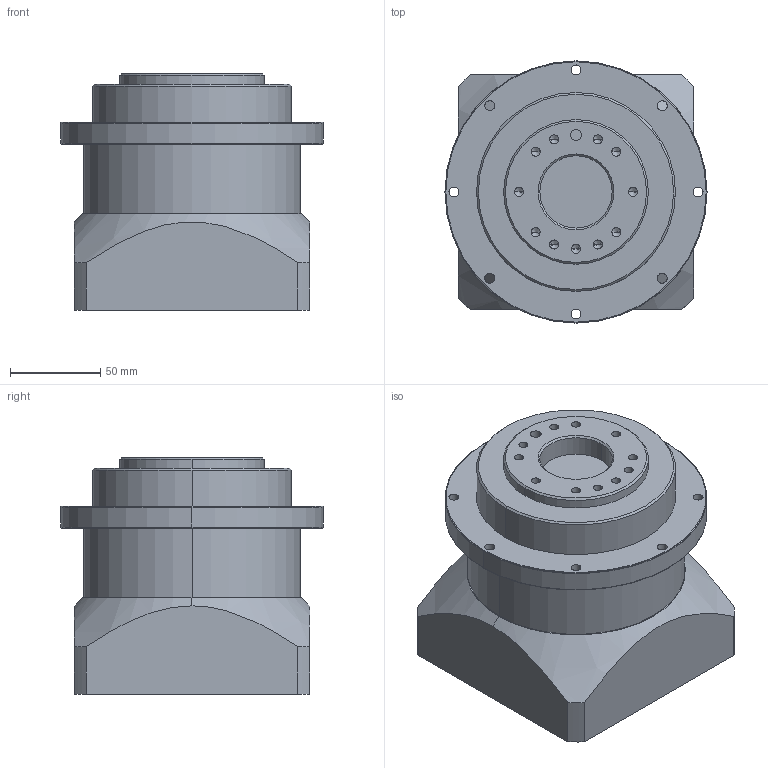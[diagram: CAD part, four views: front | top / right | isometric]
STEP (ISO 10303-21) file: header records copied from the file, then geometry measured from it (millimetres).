
FILE_DESCRIPTION((''),'2;1');
FILE_NAME('00','2022-06-14T16:19:37',('Administrator'),(''),'CREO PARAMETRIC BY PTC INC, 2019010','CREO PARAMETRIC BY PTC INC, 2019010','');
FILE_SCHEMA(('CONFIG_CONTROL_DESIGN'));
Length unit declared in the file: millimetre
Products named in the file (1): 00
Bounding box: 145 x 145 x 131 mm (x, y, z)
Volume: 1464818.5 mm3; surface area: 131544.6 mm2
Topology: 1 solids, 1 shells, 213 faces, 539 edges, 330 vertices
Faces by surface type: cylinder 88, plane 59, cone 42, torus 24
Entity records: 6458 total; most frequent: CARTESIAN_POINT 1200, DIRECTION 1190, ORIENTED_EDGE 1018, EDGE_CURVE 509, AXIS2_PLACEMENT_3D 482, VERTEX_POINT 330, CIRCLE 269, EDGE_LOOP 261
